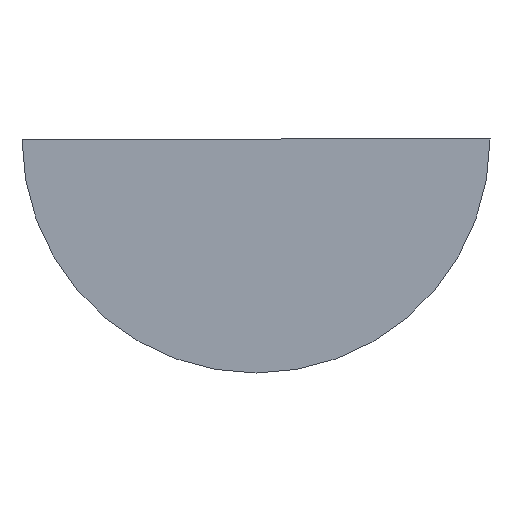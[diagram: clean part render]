
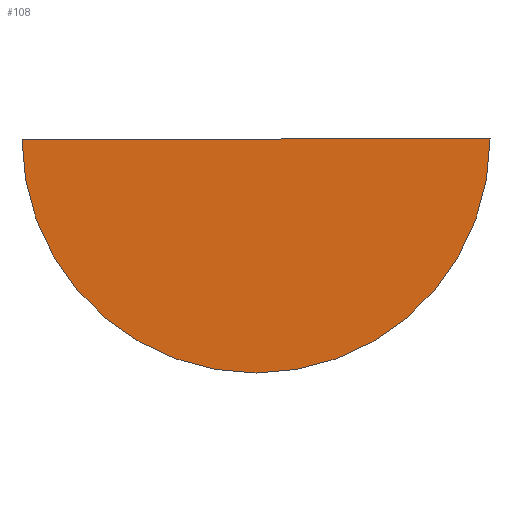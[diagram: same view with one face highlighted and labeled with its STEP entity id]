
A CAD part, left-side view. The second image highlights one B-rep face of the part: STEP entity #108.
In plain terms, the highlighted planar face has unit normal (-1, 0, 0).
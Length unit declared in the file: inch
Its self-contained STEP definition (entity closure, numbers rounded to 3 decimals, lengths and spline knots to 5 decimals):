
#32=CARTESIAN_POINT('',(0.,0.025,0.));
#33=VERTEX_POINT('',#32);
#35=CARTESIAN_POINT('',(0.,-0.025,0.));
#36=DIRECTION('',(0.,1.,0.));
#37=VECTOR('',#36,1.);
#38=LINE('',#35,#37);
#39=EDGE_CURVE('',#41,#33,#38,.T.);
#40=CARTESIAN_POINT('',(0.,-0.025,0.));
#41=VERTEX_POINT('',#40);
#73=CARTESIAN_POINT('',(0.,0.,0.));
#74=DIRECTION('',(1.,0.,0.));
#75=DIRECTION('',(0.,1.,0.));
#76=AXIS2_PLACEMENT_3D('',#73,#74,#75);
#77=CIRCLE('',#76,0.025);
#78=EDGE_CURVE('',#41,#33,#77,.T.);
#99=ORIENTED_EDGE('',*,*,#39,.T.);
#100=ORIENTED_EDGE('',*,*,#78,.F.);
#101=EDGE_LOOP('',(#99,#100));
#102=FACE_BOUND('',#101,.T.);
#103=CARTESIAN_POINT('',(0.,0.,0.));
#104=DIRECTION('',(1.,0.,0.));
#105=DIRECTION('',(0.,0.,-1.));
#106=AXIS2_PLACEMENT_3D('',#103,#104,#105);
#107=PLANE('',#106);
#108=ADVANCED_FACE('',(#102),#107,.F.);
